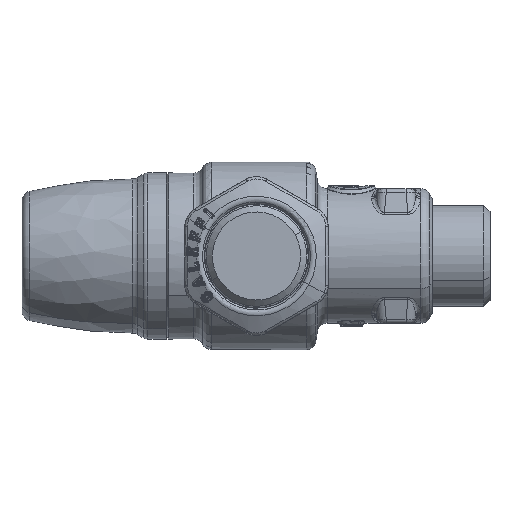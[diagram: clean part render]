
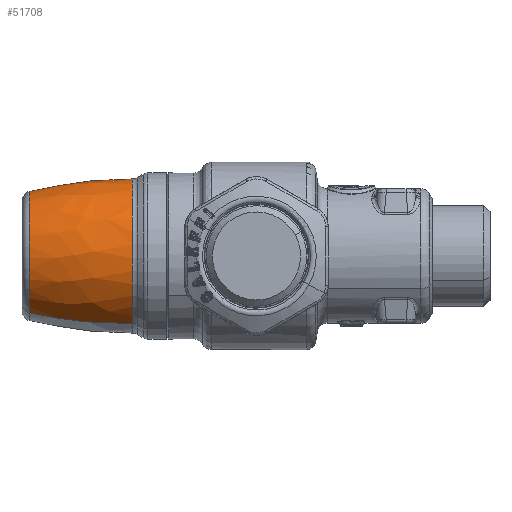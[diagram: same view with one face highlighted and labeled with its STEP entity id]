
A CAD part, left-side view. The second image highlights one B-rep face of the part: STEP entity #51708.
In plain terms, the highlighted face is a revolution surface.
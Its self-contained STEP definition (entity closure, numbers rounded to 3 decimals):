
#51630=CARTESIAN_POINT('Vertex',(6.427,47.207,11.765)) ;
#51637=CARTESIAN_POINT('Vertex',(-6.427,47.207,-11.765)) ;
#51657=CARTESIAN_POINT('Axis2P3D Location',(0.,47.207,0.)) ;
#51670=CARTESIAN_POINT('Control Point',(0.,25.813,-16.01)) ;
#51671=CARTESIAN_POINT('Control Point',(0.,31.217,-16.085)) ;
#51672=CARTESIAN_POINT('Control Point',(0.,36.627,-15.675)) ;
#51673=CARTESIAN_POINT('Control Point',(0.,41.979,-14.776)) ;
#51674=CARTESIAN_POINT('Control Point',(0.,47.207,-13.407)) ;
#51675=CARTESIAN_POINT('Axis1P Location',(0.,33.7,0.)) ;
#51680=CARTESIAN_POINT('Control Point',(-7.675,25.813,-14.05)) ;
#51681=CARTESIAN_POINT('Control Point',(-7.712,31.217,-14.116)) ;
#51682=CARTESIAN_POINT('Control Point',(-7.515,36.627,-13.756)) ;
#51683=CARTESIAN_POINT('Control Point',(-7.084,41.979,-12.967)) ;
#51684=CARTESIAN_POINT('Control Point',(-6.427,47.207,-11.765)) ;
#51685=CARTESIAN_POINT('Vertex',(-7.675,25.813,-14.05)) ;
#51688=CARTESIAN_POINT('Axis2P3D Location',(0.,25.813,0.)) ;
#51692=CARTESIAN_POINT('Vertex',(7.675,25.813,14.05)) ;
#51696=CARTESIAN_POINT('Control Point',(7.675,25.813,14.05)) ;
#51697=CARTESIAN_POINT('Control Point',(7.712,31.217,14.116)) ;
#51698=CARTESIAN_POINT('Control Point',(7.515,36.627,13.756)) ;
#51699=CARTESIAN_POINT('Control Point',(7.084,41.979,12.967)) ;
#51700=CARTESIAN_POINT('Control Point',(6.427,47.207,11.765)) ;
#51658=DIRECTION('Axis2P3D Direction',(0.,1.,0.)) ;
#51676=DIRECTION('Axis1P Direction',(-0.,1.,0.)) ;
#51689=DIRECTION('Axis2P3D Direction',(-0.,1.,0.)) ;
#51659=AXIS2_PLACEMENT_3D('Circle Axis2P3D',#51657,#51658,$) ;
#51690=AXIS2_PLACEMENT_3D('Circle Axis2P3D',#51688,#51689,$) ;
#51660=CIRCLE('generated circle',#51659,13.407) ;
#51691=CIRCLE('generated circle',#51690,16.01) ;
#51678=SURFACE_OF_REVOLUTION('Surface of Revolution',#51669,#51677) ;
#51677=AXIS1_PLACEMENT('Revolution Surface Axis1P',#51675,#51676) ;
#51661=EDGE_CURVE('',#51638,#51631,#51660,.T.) ;
#51687=EDGE_CURVE('',#51686,#51638,#51679,.T.) ;
#51694=EDGE_CURVE('',#51693,#51686,#51691,.F.) ;
#51701=EDGE_CURVE('',#51693,#51631,#51695,.T.) ;
#51703=ORIENTED_EDGE('',*,*,#51661,.F.) ;
#51704=ORIENTED_EDGE('',*,*,#51687,.F.) ;
#51705=ORIENTED_EDGE('',*,*,#51694,.F.) ;
#51706=ORIENTED_EDGE('',*,*,#51701,.T.) ;
#51702=EDGE_LOOP('',(#51703,#51704,#51705,#51706)) ;
#51631=VERTEX_POINT('',#51630) ;
#51638=VERTEX_POINT('',#51637) ;
#51686=VERTEX_POINT('',#51685) ;
#51693=VERTEX_POINT('',#51692) ;
#51708=ADVANCED_FACE('PartBody',(#51707),#51678,.T.) ;
#51669=B_SPLINE_CURVE_WITH_KNOTS('',4,(#51670,#51671,#51672,#51673,#51674),.UNSPECIFIED.,.F.,.U.,(5,5),(501.532,523.149),.UNSPECIFIED.) ;
#51679=B_SPLINE_CURVE_WITH_KNOTS('',4,(#51680,#51681,#51682,#51683,#51684),.UNSPECIFIED.,.F.,.U.,(5,5),(501.532,523.149),.UNSPECIFIED.) ;
#51695=B_SPLINE_CURVE_WITH_KNOTS('',4,(#51696,#51697,#51698,#51699,#51700),.UNSPECIFIED.,.F.,.U.,(5,5),(501.532,523.149),.UNSPECIFIED.) ;
#51707=FACE_OUTER_BOUND('',#51702,.T.) ;
